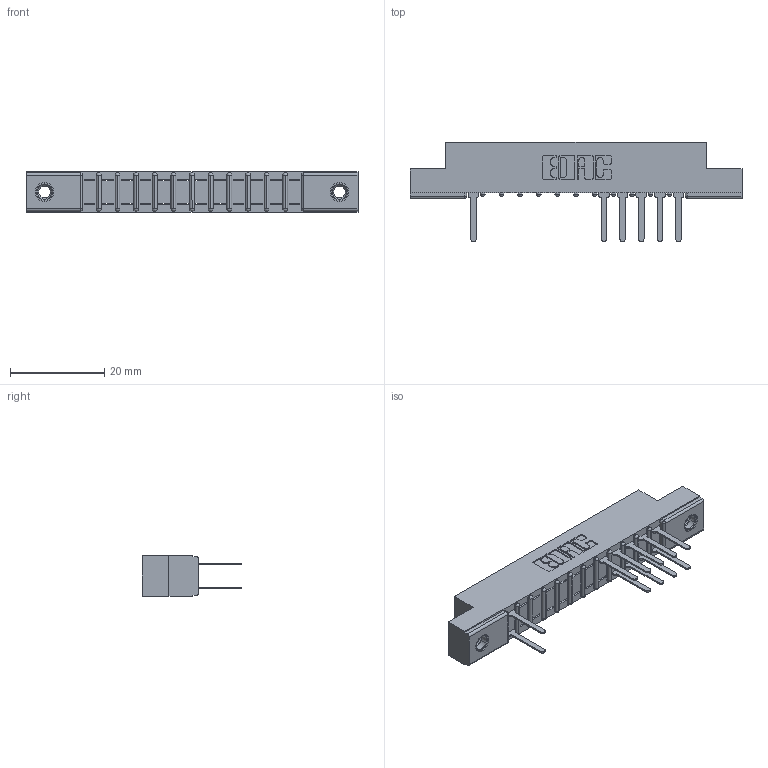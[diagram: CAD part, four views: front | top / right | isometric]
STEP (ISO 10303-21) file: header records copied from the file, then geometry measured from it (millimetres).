
FILE_DESCRIPTION (( 'STEP AP203' ), '1' );
FILE_NAME ('307-024-522-207.STEP', '2018-08-04T06:56:15', ( '' ), ( '' ), 'SwSTEP 2.0', 'SolidWorks 2016', '' );
FILE_SCHEMA (( 'CONFIG_CONTROL_DESIGN' ));
Length unit declared in the file: inch
Products named in the file (4): 307 Part_.156 Dia Mounting Holes; 307-290-001_522; 345-250-001_345-250-005-103; 307-024-522-207
Assembly tree (14 placements, depth 2):
  307-024-522-207
    307 Part_.156 Dia Mounting Holes
    307-290-001_522  x11
    345-250-001_345-250-005-103  x2
Bounding box: 70.56 x 21.11 x 8.71 mm (x, y, z)
Volume: 4458.4 mm3; surface area: 6521.4 mm2
Topology: 14 solids, 14 shells, 827 faces, 2305 edges, 1478 vertices
Faces by surface type: plane 521, cylinder 264, sphere 26, cone 12, torus 4
Entity records: 15107 total; most frequent: CARTESIAN_POINT 2518, ORIENTED_EDGE 2498, DIRECTION 2475, EDGE_CURVE 1249, VECTOR 945, LINE 945, VERTEX_POINT 808, AXIS2_PLACEMENT_3D 765
